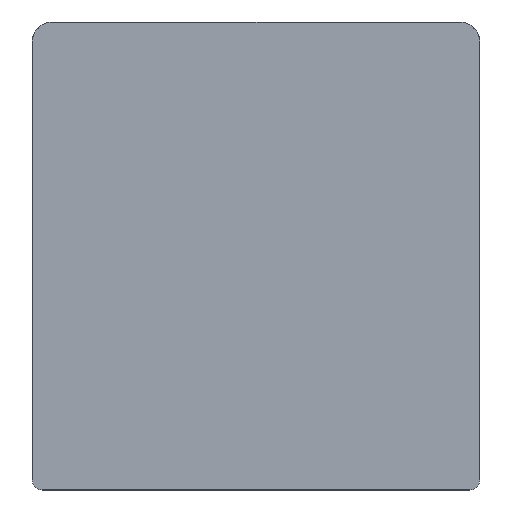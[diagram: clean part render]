
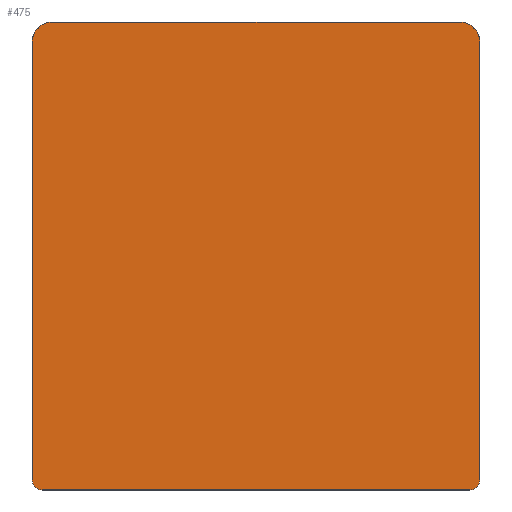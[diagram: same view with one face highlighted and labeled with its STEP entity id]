
A CAD part, top view. The second image highlights one B-rep face of the part: STEP entity #475.
In plain terms, the highlighted planar face has unit normal (0, 0, 1).
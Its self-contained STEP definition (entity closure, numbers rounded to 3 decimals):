
#18 = EDGE_LOOP ( 'NONE', ( #161, #58, #57, #131, #134, #146, #138, #139 ) ) ;
#38 = VERTEX_POINT ( 'NONE', #584 ) ;
#42 = VERTEX_POINT ( 'NONE', #586 ) ;
#43 = VERTEX_POINT ( 'NONE', #587 ) ;
#45 = VERTEX_POINT ( 'NONE', #582 ) ;
#57 = ORIENTED_EDGE ( 'NONE', *, *, #738, .T. ) ;
#58 = ORIENTED_EDGE ( 'NONE', *, *, #757, .T. ) ;
#131 = ORIENTED_EDGE ( 'NONE', *, *, #758, .T. ) ;
#134 = ORIENTED_EDGE ( 'NONE', *, *, #756, .T. ) ;
#138 = ORIENTED_EDGE ( 'NONE', *, *, #732, .T. ) ;
#139 = ORIENTED_EDGE ( 'NONE', *, *, #760, .T. ) ;
#146 = ORIENTED_EDGE ( 'NONE', *, *, #759, .T. ) ;
#150 = VERTEX_POINT ( 'NONE', #665 ) ;
#151 = VERTEX_POINT ( 'NONE', #664 ) ;
#152 = VERTEX_POINT ( 'NONE', #660 ) ;
#161 = ORIENTED_EDGE ( 'NONE', *, *, #735, .T. ) ;
#211 = VERTEX_POINT ( 'NONE', #654 ) ;
#287 = AXIS2_PLACEMENT_3D ( 'NONE', #1164, #1165, #1166 ) ;
#307 = AXIS2_PLACEMENT_3D ( 'NONE', #545, #546, #547 ) ;
#310 = FACE_OUTER_BOUND ( 'NONE', #18, .T. ) ;
#320 = VECTOR ( 'NONE', #1161, 1000. ) ;
#323 = AXIS2_PLACEMENT_3D ( 'NONE', #1170, #1171, #1172 ) ;
#332 = AXIS2_PLACEMENT_3D ( 'NONE', #1077, #1162, #1163 ) ;
#340 = VECTOR ( 'NONE', #1107, 1000. ) ;
#343 = VECTOR ( 'NONE', #1098, 1000. ) ;
#346 = VECTOR ( 'NONE', #1089, 1000. ) ;
#353 = AXIS2_PLACEMENT_3D ( 'NONE', #1167, #1168, #1169 ) ;
#475 = ADVANCED_FACE ( 'NONE', ( #310 ), #541, .T. ) ;
#541 = PLANE ( 'NONE',  #307 ) ;
#545 = CARTESIAN_POINT ( 'NONE',  ( 0., 0., 2. ) ) ;
#546 = DIRECTION ( 'NONE',  ( 0., 0., 1. ) ) ;
#547 = DIRECTION ( 'NONE',  ( 1., 0., 0. ) ) ;
#582 = CARTESIAN_POINT ( 'NONE',  ( -73.855, -26.117, 2. ) ) ;
#584 = CARTESIAN_POINT ( 'NONE',  ( 10.145, 63.883, 2. ) ) ;
#586 = CARTESIAN_POINT ( 'NONE',  ( 14.145, 59.883, 2. ) ) ;
#587 = CARTESIAN_POINT ( 'NONE',  ( -71.855, -28.117, 2. ) ) ;
#654 = CARTESIAN_POINT ( 'NONE',  ( -69.855, 63.883, 2. ) ) ;
#660 = CARTESIAN_POINT ( 'NONE',  ( 12.145, -28.117, 2. ) ) ;
#664 = CARTESIAN_POINT ( 'NONE',  ( -73.855, 59.883, 2. ) ) ;
#665 = CARTESIAN_POINT ( 'NONE',  ( 14.145, -26.117, 2. ) ) ;
#732 = EDGE_CURVE ( 'NONE', #151, #45, #1087, .T. ) ;
#735 = EDGE_CURVE ( 'NONE', #43, #152, #1096, .T. ) ;
#738 = EDGE_CURVE ( 'NONE', #150, #42, #1105, .T. ) ;
#756 = EDGE_CURVE ( 'NONE', #38, #211, #1159, .T. ) ;
#757 = EDGE_CURVE ( 'NONE', #152, #150, #940, .T. ) ;
#758 = EDGE_CURVE ( 'NONE', #42, #38, #943, .T. ) ;
#759 = EDGE_CURVE ( 'NONE', #211, #151, #944, .T. ) ;
#760 = EDGE_CURVE ( 'NONE', #45, #43, #945, .T. ) ;
#940 = CIRCLE ( 'NONE', #332, 2. ) ;
#943 = CIRCLE ( 'NONE', #287, 4. ) ;
#944 = CIRCLE ( 'NONE', #353, 4. ) ;
#945 = CIRCLE ( 'NONE', #323, 2. ) ;
#1077 = CARTESIAN_POINT ( 'NONE',  ( 12.145, -26.117, 2. ) ) ;
#1087 = LINE ( 'NONE', #1088, #346 ) ;
#1088 = CARTESIAN_POINT ( 'NONE',  ( -73.855, 63.883, 2. ) ) ;
#1089 = DIRECTION ( 'NONE',  ( 0., -1., 0. ) ) ;
#1096 = LINE ( 'NONE', #1097, #343 ) ;
#1097 = CARTESIAN_POINT ( 'NONE',  ( -73.855, -28.117, 2. ) ) ;
#1098 = DIRECTION ( 'NONE',  ( 1., 0., 0. ) ) ;
#1105 = LINE ( 'NONE', #1106, #340 ) ;
#1106 = CARTESIAN_POINT ( 'NONE',  ( 14.145, 63.883, 2. ) ) ;
#1107 = DIRECTION ( 'NONE',  ( 0., 1., 0. ) ) ;
#1159 = LINE ( 'NONE', #1160, #320 ) ;
#1160 = CARTESIAN_POINT ( 'NONE',  ( -73.855, 63.883, 2. ) ) ;
#1161 = DIRECTION ( 'NONE',  ( -1., 0., 0. ) ) ;
#1162 = DIRECTION ( 'NONE',  ( 0., 0., 1. ) ) ;
#1163 = DIRECTION ( 'NONE',  ( 1., 0., 0. ) ) ;
#1164 = CARTESIAN_POINT ( 'NONE',  ( 10.145, 59.883, 2. ) ) ;
#1165 = DIRECTION ( 'NONE',  ( 0., 0., 1. ) ) ;
#1166 = DIRECTION ( 'NONE',  ( 1., 0., 0. ) ) ;
#1167 = CARTESIAN_POINT ( 'NONE',  ( -69.855, 59.883, 2. ) ) ;
#1168 = DIRECTION ( 'NONE',  ( 0., 0., 1. ) ) ;
#1169 = DIRECTION ( 'NONE',  ( 1., 0., 0. ) ) ;
#1170 = CARTESIAN_POINT ( 'NONE',  ( -71.855, -26.117, 2. ) ) ;
#1171 = DIRECTION ( 'NONE',  ( 0., 0., 1. ) ) ;
#1172 = DIRECTION ( 'NONE',  ( 1., 0., 0. ) ) ;
